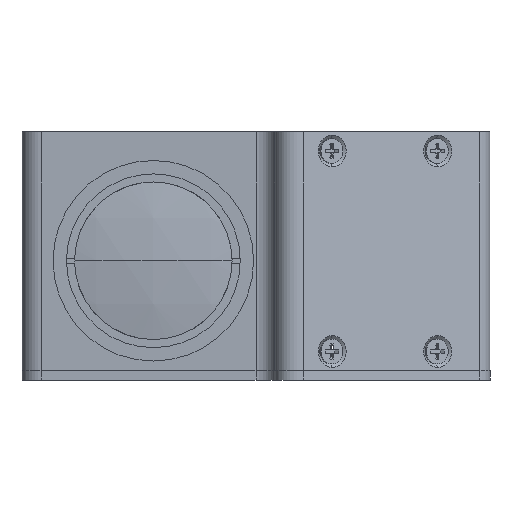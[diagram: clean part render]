
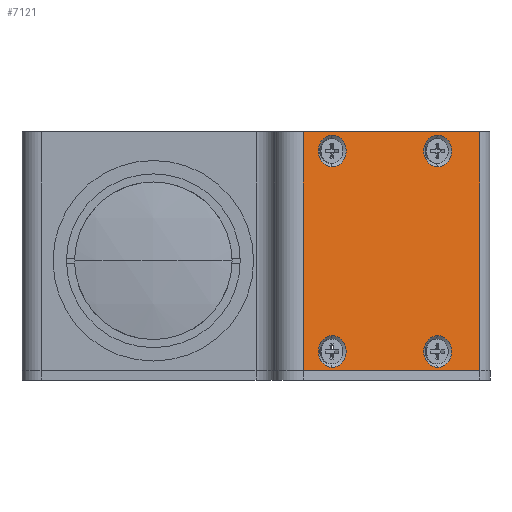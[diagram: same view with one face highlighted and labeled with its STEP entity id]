
A CAD part, left-side view. The second image highlights one B-rep face of the part: STEP entity #7121.
In plain terms, the highlighted planar face has unit normal (-0.883, -0.469, 0).
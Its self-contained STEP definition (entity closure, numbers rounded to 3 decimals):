
#174 = CARTESIAN_POINT ( 'NONE',  ( 64.341, -68.378, 2. ) ) ;
#185 = CARTESIAN_POINT ( 'NONE',  ( 64.341, -68.378, -23. ) ) ;
#356 = DIRECTION ( 'NONE',  ( -0.883, -0.469, 0. ) ) ;
#753 = CIRCLE ( 'NONE', #12036, 3.3 ) ;
#1281 = FACE_BOUND ( 'NONE', #1860, .T. ) ;
#1288 = ORIENTED_EDGE ( 'NONE', *, *, #8718, .F. ) ;
#1360 = LINE ( 'NONE', #174, #13678 ) ;
#1392 = CARTESIAN_POINT ( 'NONE',  ( 47.909, -37.475, -15.7 ) ) ;
#1598 = EDGE_CURVE ( 'NONE', #11307, #10977, #7734, .T. ) ;
#1860 = EDGE_LOOP ( 'NONE', ( #3566, #5509 ) ) ;
#1921 = CARTESIAN_POINT ( 'NONE',  ( 47.909, -37.475, -19. ) ) ;
#1931 = VERTEX_POINT ( 'NONE', #12040 ) ;
#2263 = DIRECTION ( 'NONE',  ( -0.883, -0.469, 0. ) ) ;
#2300 = DIRECTION ( 'NONE',  ( -0.883, -0.469, 0. ) ) ;
#2320 = CARTESIAN_POINT ( 'NONE',  ( 47.909, -37.475, 26.3 ) ) ;
#2421 = EDGE_CURVE ( 'NONE', #6897, #1931, #1360, .T. ) ;
#2477 = AXIS2_PLACEMENT_3D ( 'NONE', #7074, #14213, #5906 ) ;
#2508 = EDGE_LOOP ( 'NONE', ( #7658, #10725 ) ) ;
#2602 = CIRCLE ( 'NONE', #15369, 3.3 ) ;
#2608 = CIRCLE ( 'NONE', #8612, 3.3 ) ;
#2910 = DIRECTION ( 'NONE',  ( -0.883, -0.469, 0. ) ) ;
#3059 = DIRECTION ( 'NONE',  ( 0.469, -0.883, 0. ) ) ;
#3114 = EDGE_CURVE ( 'NONE', #14262, #12276, #753, .T. ) ;
#3211 = CARTESIAN_POINT ( 'NONE',  ( 67.582, -74.473, 27. ) ) ;
#3248 = EDGE_CURVE ( 'NONE', #13780, #8597, #7022, .T. ) ;
#3566 = ORIENTED_EDGE ( 'NONE', *, *, #3114, .F. ) ;
#3643 = ORIENTED_EDGE ( 'NONE', *, *, #5772, .F. ) ;
#3865 = CARTESIAN_POINT ( 'NONE',  ( 44.651, -31.348, 27. ) ) ;
#4016 = CIRCLE ( 'NONE', #12776, 3.3 ) ;
#4121 = CARTESIAN_POINT ( 'NONE',  ( 47.909, -37.475, -22.3 ) ) ;
#4189 = EDGE_LOOP ( 'NONE', ( #1288, #9636 ) ) ;
#4356 = DIRECTION ( 'NONE',  ( 0., 0., 1. ) ) ;
#4620 = EDGE_CURVE ( 'NONE', #12276, #14262, #2608, .T. ) ;
#4654 = FACE_BOUND ( 'NONE', #2508, .T. ) ;
#4664 = DIRECTION ( 'NONE',  ( 0., 0., -1. ) ) ;
#4745 = EDGE_CURVE ( 'NONE', #14539, #4976, #5917, .T. ) ;
#4863 = DIRECTION ( 'NONE',  ( 0., 0., 1. ) ) ;
#4893 = FACE_OUTER_BOUND ( 'NONE', #13580, .T. ) ;
#4976 = VERTEX_POINT ( 'NONE', #7681 ) ;
#5012 = CARTESIAN_POINT ( 'NONE',  ( 47.909, -37.475, 23. ) ) ;
#5031 = CIRCLE ( 'NONE', #10028, 3.3 ) ;
#5151 = DIRECTION ( 'NONE',  ( 0., 0., 1. ) ) ;
#5268 = CARTESIAN_POINT ( 'NONE',  ( 47.909, -37.475, 19.7 ) ) ;
#5509 = ORIENTED_EDGE ( 'NONE', *, *, #4620, .F. ) ;
#5534 = DIRECTION ( 'NONE',  ( -0.469, 0.883, 0. ) ) ;
#5772 = EDGE_CURVE ( 'NONE', #6897, #4976, #8829, .T. ) ;
#5828 = DIRECTION ( 'NONE',  ( 0., 0., 1. ) ) ;
#5906 = DIRECTION ( 'NONE',  ( 0., 0., 1. ) ) ;
#5917 = LINE ( 'NONE', #14222, #12757 ) ;
#6059 = CARTESIAN_POINT ( 'NONE',  ( 47.909, -37.475, 23. ) ) ;
#6375 = AXIS2_PLACEMENT_3D ( 'NONE', #5012, #356, #5151 ) ;
#6389 = CARTESIAN_POINT ( 'NONE',  ( 59.646, -59.548, -22.3 ) ) ;
#6452 = AXIS2_PLACEMENT_3D ( 'NONE', #11906, #2263, #4863 ) ;
#6571 = CARTESIAN_POINT ( 'NONE',  ( 59.646, -59.548, -15.7 ) ) ;
#6617 = DIRECTION ( 'NONE',  ( -0.883, -0.469, 0. ) ) ;
#6741 = VERTEX_POINT ( 'NONE', #2320 ) ;
#6897 = VERTEX_POINT ( 'NONE', #185 ) ;
#7022 = CIRCLE ( 'NONE', #9276, 3.3 ) ;
#7074 = CARTESIAN_POINT ( 'NONE',  ( 54.554, -49.971, 2. ) ) ;
#7121 = ADVANCED_FACE ( 'NONE', ( #1281, #4654, #9431, #11864, #4893 ), #7148, .T. ) ;
#7148 = PLANE ( 'NONE',  #2477 ) ;
#7297 = VERTEX_POINT ( 'NONE', #5268 ) ;
#7479 = EDGE_CURVE ( 'NONE', #10977, #11307, #2602, .T. ) ;
#7552 = CARTESIAN_POINT ( 'NONE',  ( 59.646, -59.548, 23. ) ) ;
#7606 = CIRCLE ( 'NONE', #6375, 3.3 ) ;
#7628 = DIRECTION ( 'NONE',  ( -0.883, -0.469, 0. ) ) ;
#7658 = ORIENTED_EDGE ( 'NONE', *, *, #7479, .F. ) ;
#7672 = DIRECTION ( 'NONE',  ( 0., 0., 1. ) ) ;
#7677 = VECTOR ( 'NONE', #5534, 1000. ) ;
#7681 = CARTESIAN_POINT ( 'NONE',  ( 44.651, -31.348, -23. ) ) ;
#7734 = CIRCLE ( 'NONE', #6452, 3.3 ) ;
#7807 = EDGE_CURVE ( 'NONE', #14539, #1931, #9088, .T. ) ;
#8205 = ORIENTED_EDGE ( 'NONE', *, *, #4745, .T. ) ;
#8586 = CARTESIAN_POINT ( 'NONE',  ( 59.646, -59.548, 26.3 ) ) ;
#8597 = VERTEX_POINT ( 'NONE', #1392 ) ;
#8612 = AXIS2_PLACEMENT_3D ( 'NONE', #10071, #6617, #13912 ) ;
#8655 = DIRECTION ( 'NONE',  ( 0., 0., 1. ) ) ;
#8718 = EDGE_CURVE ( 'NONE', #6741, #7297, #7606, .T. ) ;
#8829 = LINE ( 'NONE', #13681, #7677 ) ;
#9088 = LINE ( 'NONE', #3211, #14361 ) ;
#9276 = AXIS2_PLACEMENT_3D ( 'NONE', #1921, #10228, #4356 ) ;
#9431 = FACE_BOUND ( 'NONE', #9669, .T. ) ;
#9636 = ORIENTED_EDGE ( 'NONE', *, *, #14450, .F. ) ;
#9668 = DIRECTION ( 'NONE',  ( 0., 0., 1. ) ) ;
#9669 = EDGE_LOOP ( 'NONE', ( #14542, #15001 ) ) ;
#9832 = DIRECTION ( 'NONE',  ( -0.883, -0.469, 0. ) ) ;
#10028 = AXIS2_PLACEMENT_3D ( 'NONE', #13438, #9832, #8655 ) ;
#10071 = CARTESIAN_POINT ( 'NONE',  ( 59.646, -59.548, 23. ) ) ;
#10163 = ORIENTED_EDGE ( 'NONE', *, *, #7807, .F. ) ;
#10176 = CARTESIAN_POINT ( 'NONE',  ( 59.646, -59.548, 19.7 ) ) ;
#10228 = DIRECTION ( 'NONE',  ( -0.883, -0.469, 0. ) ) ;
#10725 = ORIENTED_EDGE ( 'NONE', *, *, #1598, .F. ) ;
#10977 = VERTEX_POINT ( 'NONE', #6571 ) ;
#11248 = DIRECTION ( 'NONE',  ( 0., 0., 1. ) ) ;
#11307 = VERTEX_POINT ( 'NONE', #6389 ) ;
#11864 = FACE_BOUND ( 'NONE', #4189, .T. ) ;
#11906 = CARTESIAN_POINT ( 'NONE',  ( 59.646, -59.548, -19. ) ) ;
#12036 = AXIS2_PLACEMENT_3D ( 'NONE', #7552, #7628, #11248 ) ;
#12040 = CARTESIAN_POINT ( 'NONE',  ( 64.341, -68.378, 27. ) ) ;
#12276 = VERTEX_POINT ( 'NONE', #10176 ) ;
#12757 = VECTOR ( 'NONE', #4664, 1000. ) ;
#12776 = AXIS2_PLACEMENT_3D ( 'NONE', #6059, #2300, #5828 ) ;
#13438 = CARTESIAN_POINT ( 'NONE',  ( 47.909, -37.475, -19. ) ) ;
#13580 = EDGE_LOOP ( 'NONE', ( #3643, #13874, #10163, #8205 ) ) ;
#13651 = CARTESIAN_POINT ( 'NONE',  ( 59.646, -59.548, -19. ) ) ;
#13678 = VECTOR ( 'NONE', #9668, 1000. ) ;
#13681 = CARTESIAN_POINT ( 'NONE',  ( 67.582, -74.473, -23. ) ) ;
#13780 = VERTEX_POINT ( 'NONE', #4121 ) ;
#13874 = ORIENTED_EDGE ( 'NONE', *, *, #2421, .T. ) ;
#13912 = DIRECTION ( 'NONE',  ( 0., 0., 1. ) ) ;
#14213 = DIRECTION ( 'NONE',  ( -0.883, -0.469, 0. ) ) ;
#14222 = CARTESIAN_POINT ( 'NONE',  ( 44.651, -31.348, 2. ) ) ;
#14252 = EDGE_CURVE ( 'NONE', #8597, #13780, #5031, .T. ) ;
#14262 = VERTEX_POINT ( 'NONE', #8586 ) ;
#14361 = VECTOR ( 'NONE', #3059, 1000. ) ;
#14450 = EDGE_CURVE ( 'NONE', #7297, #6741, #4016, .T. ) ;
#14539 = VERTEX_POINT ( 'NONE', #3865 ) ;
#14542 = ORIENTED_EDGE ( 'NONE', *, *, #14252, .F. ) ;
#15001 = ORIENTED_EDGE ( 'NONE', *, *, #3248, .F. ) ;
#15369 = AXIS2_PLACEMENT_3D ( 'NONE', #13651, #2910, #7672 ) ;
